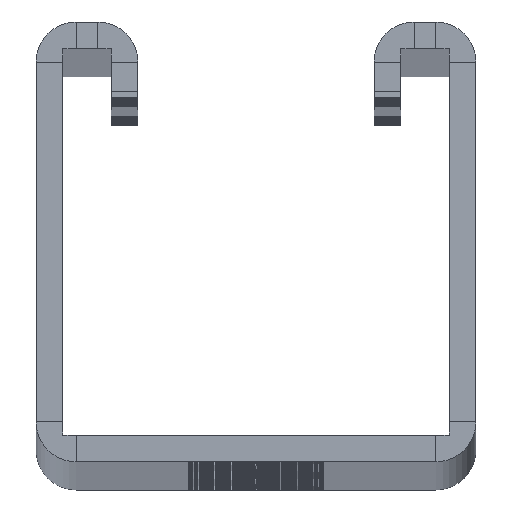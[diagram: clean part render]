
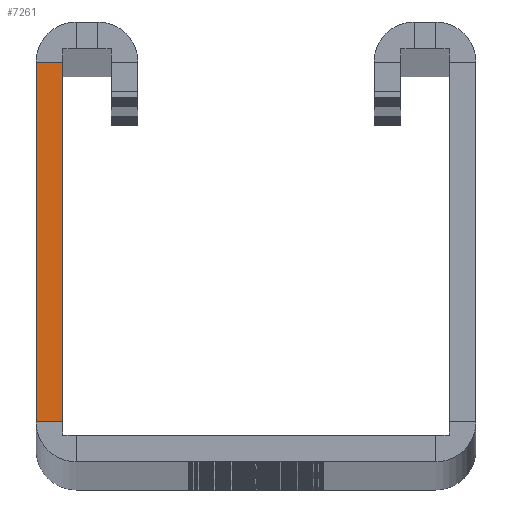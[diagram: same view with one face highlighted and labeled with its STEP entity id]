
A CAD part, top view. The second image highlights one B-rep face of the part: STEP entity #7261.
In plain terms, the highlighted planar face has unit normal (0, 0, 1).
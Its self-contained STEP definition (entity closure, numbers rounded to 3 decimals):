
#402 = DIRECTION ( 'NONE',  ( 1., 0., 0. ) ) ;
#800 = VECTOR ( 'NONE', #25655, 1000. ) ;
#855 = DIRECTION ( 'NONE',  ( 0., 0., 1. ) ) ;
#947 = CARTESIAN_POINT ( 'NONE',  ( -20.5, 3.75, 0. ) ) ;
#2518 = VERTEX_POINT ( 'NONE', #60633 ) ;
#3673 = VERTEX_POINT ( 'NONE', #33226 ) ;
#4986 = CARTESIAN_POINT ( 'NONE',  ( -18., 0., 0. ) ) ;
#5413 = EDGE_CURVE ( 'NONE', #3673, #29464, #40332, .T. ) ;
#5576 = CARTESIAN_POINT ( 'NONE',  ( -16.75, 2.5, 0. ) ) ;
#6532 = EDGE_CURVE ( 'NONE', #3673, #53088, #36083, .T. ) ;
#6549 = ORIENTED_EDGE ( 'NONE', *, *, #6532, .T. ) ;
#7261 = ADVANCED_FACE ( 'NONE', ( #63748 ), #21300, .T. ) ;
#7653 = ORIENTED_EDGE ( 'NONE', *, *, #29387, .T. ) ;
#11378 = CARTESIAN_POINT ( 'NONE',  ( -18., 37.25, 0. ) ) ;
#11836 = DIRECTION ( 'NONE',  ( -1., 0., 0. ) ) ;
#16407 = LINE ( 'NONE', #4986, #45391 ) ;
#18200 = CARTESIAN_POINT ( 'NONE',  ( -20.5, 37.25, 0. ) ) ;
#19436 = VECTOR ( 'NONE', #26919, 1000. ) ;
#21300 = PLANE ( 'NONE',  #25191 ) ;
#25191 = AXIS2_PLACEMENT_3D ( 'NONE', #5576, #855, #402 ) ;
#25655 = DIRECTION ( 'NONE',  ( 1., 0., 0. ) ) ;
#26919 = DIRECTION ( 'NONE',  ( 0., 1., 0. ) ) ;
#29387 = EDGE_CURVE ( 'NONE', #2518, #29464, #46087, .T. ) ;
#29464 = VERTEX_POINT ( 'NONE', #18200 ) ;
#33226 = CARTESIAN_POINT ( 'NONE',  ( -20.5, 3.75, 0. ) ) ;
#36083 = LINE ( 'NONE', #947, #800 ) ;
#36171 = DIRECTION ( 'NONE',  ( 0., 1., 0. ) ) ;
#40332 = LINE ( 'NONE', #47174, #19436 ) ;
#40454 = VECTOR ( 'NONE', #11836, 1000. ) ;
#45391 = VECTOR ( 'NONE', #36171, 1000. ) ;
#46087 = LINE ( 'NONE', #11378, #40454 ) ;
#47174 = CARTESIAN_POINT ( 'NONE',  ( -20.5, 0., 0. ) ) ;
#49336 = EDGE_LOOP ( 'NONE', ( #65800, #6549, #66756, #7653 ) ) ;
#53088 = VERTEX_POINT ( 'NONE', #61894 ) ;
#60633 = CARTESIAN_POINT ( 'NONE',  ( -18., 37.25, 0. ) ) ;
#61894 = CARTESIAN_POINT ( 'NONE',  ( -18., 3.75, 0. ) ) ;
#63606 = EDGE_CURVE ( 'NONE', #53088, #2518, #16407, .T. ) ;
#63748 = FACE_OUTER_BOUND ( 'NONE', #49336, .T. ) ;
#65800 = ORIENTED_EDGE ( 'NONE', *, *, #5413, .F. ) ;
#66756 = ORIENTED_EDGE ( 'NONE', *, *, #63606, .T. ) ;
